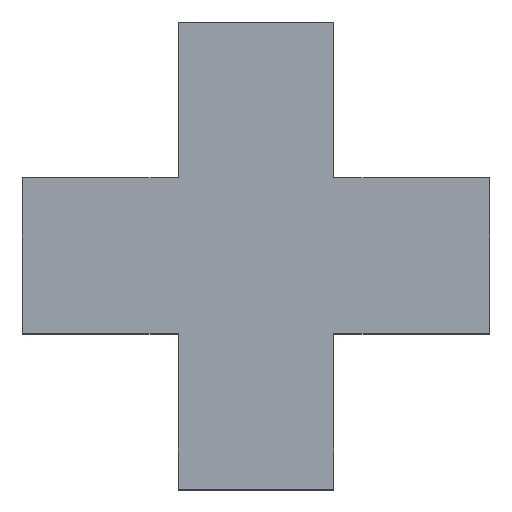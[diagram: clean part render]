
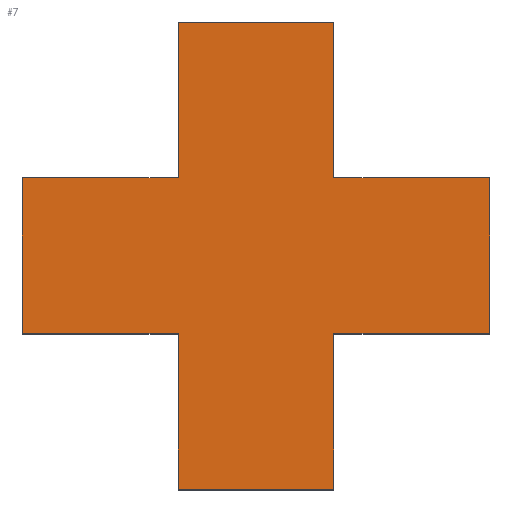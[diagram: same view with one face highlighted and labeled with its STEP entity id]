
A CAD part, top view. The second image highlights one B-rep face of the part: STEP entity #7.
In plain terms, the highlighted planar face has unit normal (0, 0, 1).
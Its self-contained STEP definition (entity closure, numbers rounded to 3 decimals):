
#3 = CARTESIAN_POINT ( 'NONE',  ( 0., 0.15, 0.45 ) ) ;
#4 = VERTEX_POINT ( 'NONE', #146 ) ;
#7 = ADVANCED_FACE ( 'NONE', ( #344 ), #39, .T. ) ;
#8 = VECTOR ( 'NONE', #56, 1000. ) ;
#13 = VERTEX_POINT ( 'NONE', #44 ) ;
#17 = ORIENTED_EDGE ( 'NONE', *, *, #270, .T. ) ;
#24 = VECTOR ( 'NONE', #248, 1000. ) ;
#26 = VECTOR ( 'NONE', #78, 1000. ) ;
#31 = CARTESIAN_POINT ( 'NONE',  ( -0.15, 0.45, 0.45 ) ) ;
#32 = ORIENTED_EDGE ( 'NONE', *, *, #354, .T. ) ;
#39 = PLANE ( 'NONE',  #317 ) ;
#41 = EDGE_CURVE ( 'NONE', #290, #4, #385, .T. ) ;
#44 = CARTESIAN_POINT ( 'NONE',  ( 0.15, -0.45, 0.45 ) ) ;
#46 = ORIENTED_EDGE ( 'NONE', *, *, #394, .F. ) ;
#54 = EDGE_CURVE ( 'NONE', #122, #412, #346, .T. ) ;
#56 = DIRECTION ( 'NONE',  ( 0., -1., 0. ) ) ;
#63 = EDGE_CURVE ( 'NONE', #122, #290, #348, .T. ) ;
#66 = CARTESIAN_POINT ( 'NONE',  ( -0.15, 0.15, 0.45 ) ) ;
#72 = DIRECTION ( 'NONE',  ( 1., 0., 0. ) ) ;
#75 = DIRECTION ( 'NONE',  ( 0., 0., 1. ) ) ;
#78 = DIRECTION ( 'NONE',  ( 0., -1., 0. ) ) ;
#86 = EDGE_CURVE ( 'NONE', #207, #190, #250, .T. ) ;
#96 = VECTOR ( 'NONE', #431, 1000. ) ;
#98 = VERTEX_POINT ( 'NONE', #217 ) ;
#110 = DIRECTION ( 'NONE',  ( 1., 0., 0. ) ) ;
#114 = VERTEX_POINT ( 'NONE', #238 ) ;
#115 = EDGE_CURVE ( 'NONE', #442, #114, #197, .T. ) ;
#122 = VERTEX_POINT ( 'NONE', #31 ) ;
#126 = CARTESIAN_POINT ( 'NONE',  ( 0.15, 0.45, 0.45 ) ) ;
#137 = ORIENTED_EDGE ( 'NONE', *, *, #41, .F. ) ;
#145 = CARTESIAN_POINT ( 'NONE',  ( -0.15, -0.45, 0.45 ) ) ;
#146 = CARTESIAN_POINT ( 'NONE',  ( 0.15, 0.15, 0.45 ) ) ;
#150 = VECTOR ( 'NONE', #110, 1000. ) ;
#170 = ORIENTED_EDGE ( 'NONE', *, *, #292, .T. ) ;
#183 = CARTESIAN_POINT ( 'NONE',  ( -0.15, 0., 0.45 ) ) ;
#185 = CARTESIAN_POINT ( 'NONE',  ( 0.15, 0., 0.45 ) ) ;
#187 = EDGE_CURVE ( 'NONE', #207, #412, #401, .T. ) ;
#190 = VERTEX_POINT ( 'NONE', #341 ) ;
#194 = VECTOR ( 'NONE', #208, 1000. ) ;
#197 = LINE ( 'NONE', #444, #205 ) ;
#205 = VECTOR ( 'NONE', #414, 1000. ) ;
#207 = VERTEX_POINT ( 'NONE', #301 ) ;
#208 = DIRECTION ( 'NONE',  ( 1., 0., 0. ) ) ;
#213 = LINE ( 'NONE', #345, #8 ) ;
#217 = CARTESIAN_POINT ( 'NONE',  ( 0.15, -0.15, 0.45 ) ) ;
#226 = ORIENTED_EDGE ( 'NONE', *, *, #54, .T. ) ;
#228 = EDGE_LOOP ( 'NONE', ( #283, #426, #340, #46, #137, #427, #226, #294, #399, #17, #32, #170 ) ) ;
#238 = CARTESIAN_POINT ( 'NONE',  ( 0.45, -0.15, 0.45 ) ) ;
#243 = DIRECTION ( 'NONE',  ( 0., -1., 0. ) ) ;
#244 = CARTESIAN_POINT ( 'NONE',  ( 0., 0., 0.45 ) ) ;
#248 = DIRECTION ( 'NONE',  ( 1., 0., 0. ) ) ;
#250 = LINE ( 'NONE', #389, #26 ) ;
#255 = DIRECTION ( 'NONE',  ( 1., 0., 0. ) ) ;
#262 = VECTOR ( 'NONE', #333, 1000. ) ;
#270 = EDGE_CURVE ( 'NONE', #190, #357, #286, .T. ) ;
#274 = CARTESIAN_POINT ( 'NONE',  ( 0., 0.15, 0.45 ) ) ;
#278 = DIRECTION ( 'NONE',  ( 0., -1., 0. ) ) ;
#281 = EDGE_CURVE ( 'NONE', #98, #114, #359, .T. ) ;
#282 = VECTOR ( 'NONE', #255, 1000. ) ;
#283 = ORIENTED_EDGE ( 'NONE', *, *, #380, .F. ) ;
#286 = LINE ( 'NONE', #429, #282 ) ;
#290 = VERTEX_POINT ( 'NONE', #126 ) ;
#291 = VECTOR ( 'NONE', #278, 1000. ) ;
#292 = EDGE_CURVE ( 'NONE', #302, #13, #367, .T. ) ;
#294 = ORIENTED_EDGE ( 'NONE', *, *, #187, .F. ) ;
#298 = LINE ( 'NONE', #415, #320 ) ;
#301 = CARTESIAN_POINT ( 'NONE',  ( -0.45, 0.15, 0.45 ) ) ;
#302 = VERTEX_POINT ( 'NONE', #145 ) ;
#315 = DIRECTION ( 'NONE',  ( 0., -1., 0. ) ) ;
#317 = AXIS2_PLACEMENT_3D ( 'NONE', #244, #75, #72 ) ;
#320 = VECTOR ( 'NONE', #243, 1000. ) ;
#330 = CARTESIAN_POINT ( 'NONE',  ( -0.15, -0.15, 0.45 ) ) ;
#333 = DIRECTION ( 'NONE',  ( 1., 0., 0. ) ) ;
#340 = ORIENTED_EDGE ( 'NONE', *, *, #115, .F. ) ;
#341 = CARTESIAN_POINT ( 'NONE',  ( -0.45, -0.15, 0.45 ) ) ;
#344 = FACE_OUTER_BOUND ( 'NONE', #228, .T. ) ;
#345 = CARTESIAN_POINT ( 'NONE',  ( -0.15, 0., 0.45 ) ) ;
#346 = LINE ( 'NONE', #183, #397 ) ;
#348 = LINE ( 'NONE', #420, #150 ) ;
#354 = EDGE_CURVE ( 'NONE', #357, #302, #213, .T. ) ;
#357 = VERTEX_POINT ( 'NONE', #330 ) ;
#359 = LINE ( 'NONE', #395, #96 ) ;
#367 = LINE ( 'NONE', #382, #262 ) ;
#380 = EDGE_CURVE ( 'NONE', #98, #13, #298, .T. ) ;
#382 = CARTESIAN_POINT ( 'NONE',  ( 0., -0.45, 0.45 ) ) ;
#385 = LINE ( 'NONE', #185, #291 ) ;
#389 = CARTESIAN_POINT ( 'NONE',  ( -0.45, 0., 0.45 ) ) ;
#394 = EDGE_CURVE ( 'NONE', #4, #442, #419, .T. ) ;
#395 = CARTESIAN_POINT ( 'NONE',  ( 0., -0.15, 0.45 ) ) ;
#397 = VECTOR ( 'NONE', #315, 1000. ) ;
#399 = ORIENTED_EDGE ( 'NONE', *, *, #86, .T. ) ;
#401 = LINE ( 'NONE', #274, #194 ) ;
#412 = VERTEX_POINT ( 'NONE', #66 ) ;
#414 = DIRECTION ( 'NONE',  ( 0., -1., 0. ) ) ;
#415 = CARTESIAN_POINT ( 'NONE',  ( 0.15, 0., 0.45 ) ) ;
#419 = LINE ( 'NONE', #3, #24 ) ;
#420 = CARTESIAN_POINT ( 'NONE',  ( 0., 0.45, 0.45 ) ) ;
#426 = ORIENTED_EDGE ( 'NONE', *, *, #281, .T. ) ;
#427 = ORIENTED_EDGE ( 'NONE', *, *, #63, .F. ) ;
#429 = CARTESIAN_POINT ( 'NONE',  ( 0., -0.15, 0.45 ) ) ;
#431 = DIRECTION ( 'NONE',  ( 1., 0., 0. ) ) ;
#440 = CARTESIAN_POINT ( 'NONE',  ( 0.45, 0.15, 0.45 ) ) ;
#442 = VERTEX_POINT ( 'NONE', #440 ) ;
#444 = CARTESIAN_POINT ( 'NONE',  ( 0.45, 0., 0.45 ) ) ;
